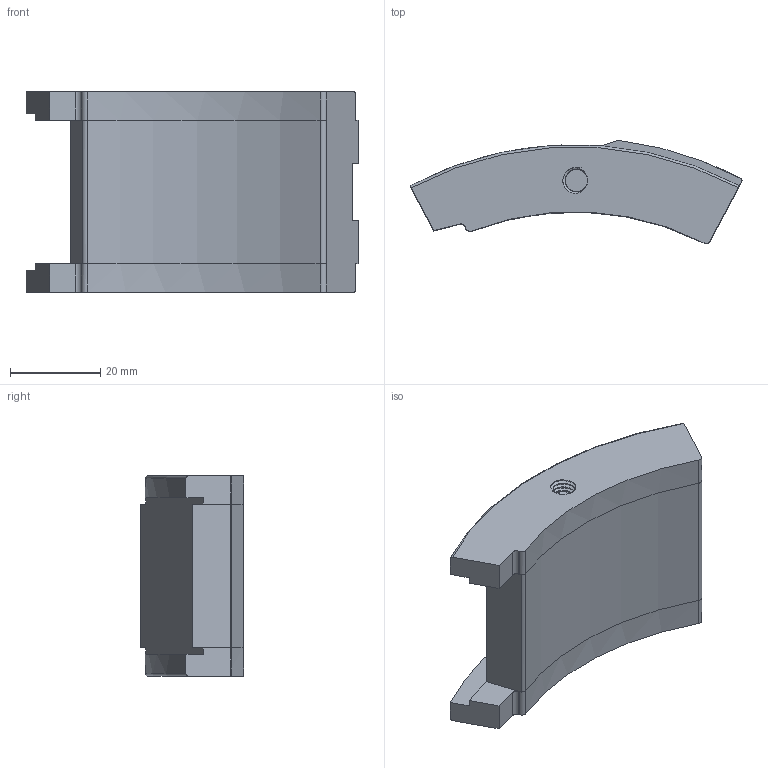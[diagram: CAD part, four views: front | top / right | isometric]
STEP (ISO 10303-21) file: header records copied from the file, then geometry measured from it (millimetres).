
FILE_DESCRIPTION(/* description */ (''),/* implementation_level */ '2;1');
FILE_NAME(/* name */ 'front journal bearing Tilting pad.stp',/* time_stamp */ '2024-01-30T10:35:43+05:00',/* author */ (''),/* organization */ (''),/* preprocessor_version */ 'ST-DEVELOPER v16.7',/* originating_system */ 'SIEMENS PLM Software NX 12.0',/* authorisation */ '');
FILE_SCHEMA (('AUTOMOTIVE_DESIGN { 1 0 10303 214 3 1 1 1 }'));
Length unit declared in the file: millimetre
Products named in the file (1): front journal bearing pad
Bounding box: 73.62 x 22.88 x 44.4 mm (x, y, z)
Volume: 37714.9 mm3; surface area: 9575.3 mm2
Topology: 1 solids, 1 shells, 54 faces, 149 edges, 98 vertices
Faces by surface type: cylinder 28, plane 22, bspline 2, torus 2
Full cylindrical faces by diameter (mm): 5 x10
Entity records: 3939 total; most frequent: CARTESIAN_POINT 2816, ORIENTED_EDGE 234, DIRECTION 224, EDGE_CURVE 117, AXIS2_PLACEMENT_3D 78, VERTEX_POINT 77, LINE 68, VECTOR 68
